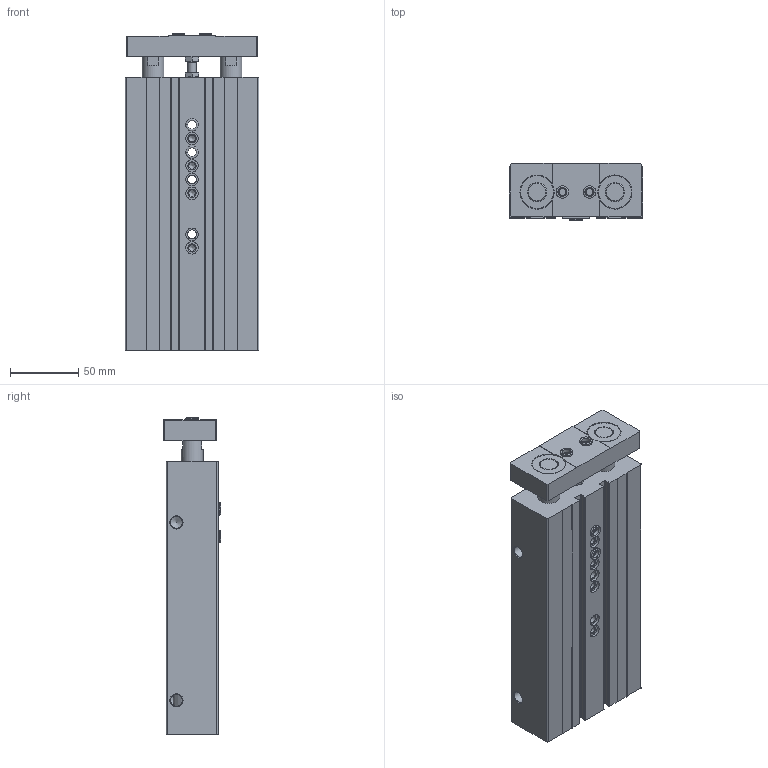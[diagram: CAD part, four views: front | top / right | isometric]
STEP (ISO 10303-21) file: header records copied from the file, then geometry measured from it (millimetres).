
FILE_DESCRIPTION(/* description */ ('STEP AP214'),/* implementation_level */ '2;1');
FILE_NAME(/* name */ '162136_DPZ-32-100-P-A-KF',/* time_stamp */ '2024-08-21T00:48:03+02:00',/* author */ ('License CC BY-ND 4.0'),/* organization */ ('CADENAS'),/* preprocessor_version */ 'ST-DEVELOPER v19.3',/* originating_system */ 'PARTsolutions',/* authorisation */ ' ');
FILE_SCHEMA (('AUTOMOTIVE_DESIGN {1 0 10303 214 3 1 1}'));
Length unit declared in the file: millimetre
Products named in the file (6): 162136 DPZ-32-100-P-A-KF---(asm_0); 162136 DPZ-32-100-P-A-KF---(Z); 162136 DPZ-32-100-P-A-KF---(K); 8137184 ZBH-9-B; DIN-439-B - M6(F); Hexagon bolt DIN 933 - M6x20
Assembly tree (8 placements, depth 2):
  162136 DPZ-32-100-P-A-KF---(asm_0)
    162136 DPZ-32-100-P-A-KF---(Z)
    162136 DPZ-32-100-P-A-KF---(K)
    8137184 ZBH-9-B  x4
    DIN-439-B - M6(F)
    Hexagon bolt DIN 933 - M6x20
Bounding box: 98 x 41.8 x 231.8 mm (x, y, z)
Volume: 647624.6 mm3; surface area: 149649.4 mm2
Topology: 8 solids, 8 shells, 277 faces, 656 edges, 424 vertices
Faces by surface type: plane 129, cylinder 95, cone 44, torus 9
Full cylindrical faces by diameter (mm): 4.917 x14, 6 x1, 6.4 x4, 8.566 x2, 8.88 x1, 9 x10, 10.5 x4, 12 x1, 14 x2, 16 x4, 24 x2, 25 x2, 32 x4
Entity records: 7256 total; most frequent: CARTESIAN_POINT 1333, DIRECTION 1234, ORIENTED_EDGE 1028, EDGE_CURVE 514, AXIS2_PLACEMENT_3D 486, FACE_BOUND 405, EDGE_LOOP 395, VERTEX_POINT 391
